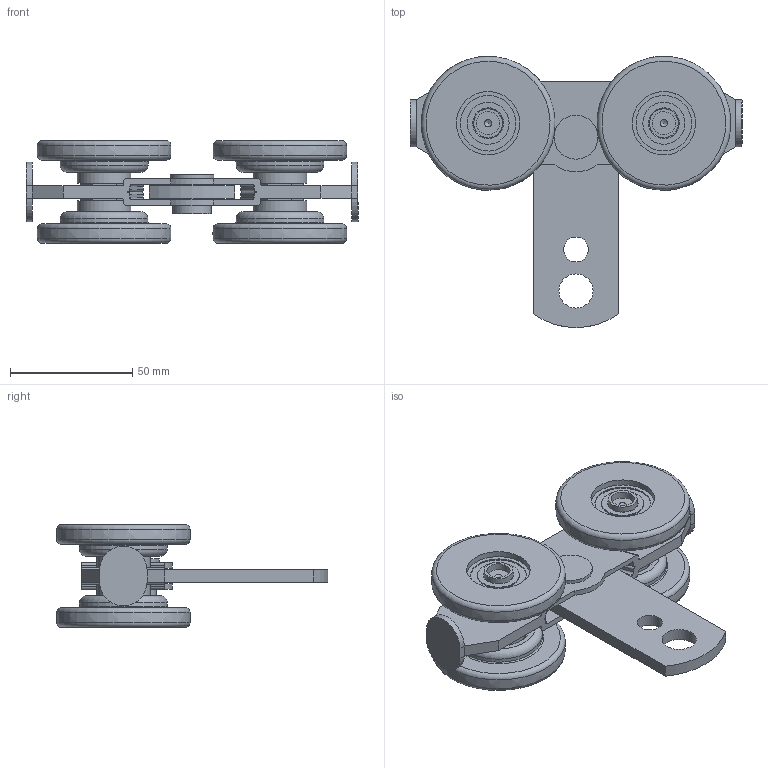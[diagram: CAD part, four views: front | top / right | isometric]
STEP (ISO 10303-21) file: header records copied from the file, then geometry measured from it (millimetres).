
FILE_DESCRIPTION(/* description */ (''),/* implementation_level */ '2;1');
FILE_NAME(/* name */ '2762.stp',/* time_stamp */ '2018-05-29T16:12:03+02:00',/* author */ ('Giuliano'),/* organization */ (''),/* preprocessor_version */ 'ST-DEVELOPER v16.5',/* originating_system */ 'Autodesk Inventor 2017',/* authorisation */ '');
FILE_SCHEMA (('AUTOMOTIVE_DESIGN { 1 0 10303 214 3 1 1 }'));
Length unit declared in the file: millimetre
Products named in the file (1): Pièce1
Bounding box: 136 x 111.14 x 42 mm (x, y, z)
Volume: 125521.8 mm3; surface area: 66269.6 mm2
Topology: 4 solids, 48 shells, 403 faces, 920 edges, 594 vertices
Faces by surface type: plane 143, cylinder 123, torus 96, sphere 32, cone 5, bspline 4
Full cylindrical faces by diameter (mm): 3 x4, 9.5 x4, 10.2 x1, 11.8 x4, 12 x4, 12.2 x4, 14 x1, 15.8 x1, 16.2 x3, 17.216 x16, 18 x1, 22 x4, 22.784 x16, 26 x8, 28 x8, 36 x4
Entity records: 10623 total; most frequent: DIRECTION 1928, CARTESIAN_POINT 1698, ORIENTED_EDGE 1484, AXIS2_PLACEMENT_3D 854, EDGE_CURVE 678, EDGE_LOOP 638, VERTEX_POINT 504, CIRCLE 422
